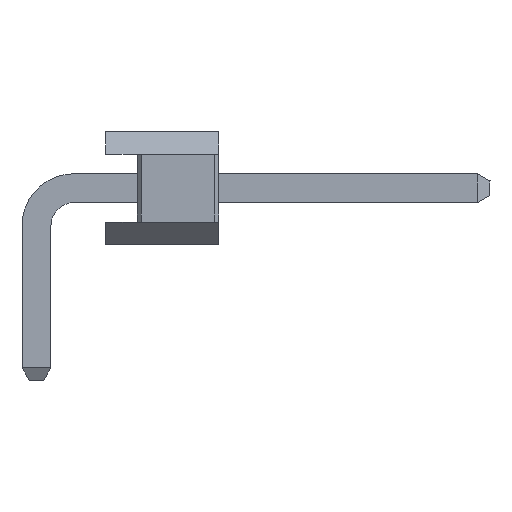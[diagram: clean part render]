
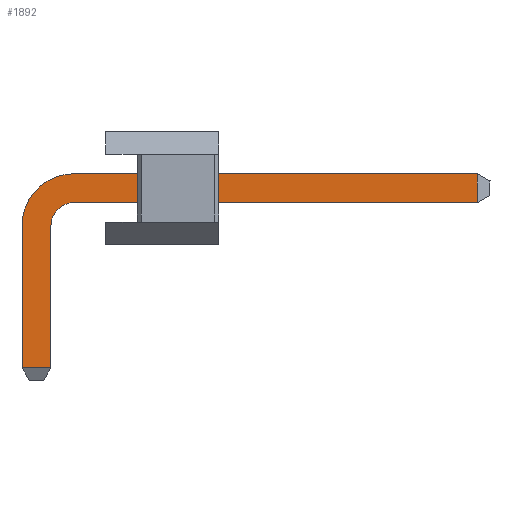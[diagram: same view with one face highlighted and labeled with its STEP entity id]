
A CAD part, left-side view. The second image highlights one B-rep face of the part: STEP entity #1892.
In plain terms, the highlighted planar face has unit normal (-1, 0, 0).
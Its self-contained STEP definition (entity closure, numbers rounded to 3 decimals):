
#1892=ADVANCED_FACE('',(#3212),#3214,.T.);
#3212=FACE_BOUND('',#3213,.T.);
#3213=EDGE_LOOP('',(#4104,#4105,#4106,#4107,#4108,#4109,#4110,#4111));
#3214=PLANE('',#3215);
#3215=AXIS2_PLACEMENT_3D('',#3216,#3217,#3218);
#3216=CARTESIAN_POINT('',(-0.32,-0.32,0.));
#3217=DIRECTION('',(-1.,0.,0.));
#3218=DIRECTION('',(0.,1.,0.));
#4104=ORIENTED_EDGE('',*,*,#4567,.F.);
#4105=ORIENTED_EDGE('',*,*,#4568,.F.);
#4106=ORIENTED_EDGE('',*,*,#4569,.F.);
#4107=ORIENTED_EDGE('',*,*,#4570,.T.);
#4108=ORIENTED_EDGE('',*,*,#4571,.F.);
#4109=ORIENTED_EDGE('',*,*,#4566,.F.);
#4110=ORIENTED_EDGE('',*,*,#4572,.T.);
#4111=ORIENTED_EDGE('',*,*,#4573,.T.);
#4566=EDGE_CURVE('',#5218,#5216,#5220,.T.);
#4567=EDGE_CURVE('',#5221,#5222,#5223,.T.);
#4568=EDGE_CURVE('',#5224,#5221,#5225,.T.);
#4569=EDGE_CURVE('',#5226,#5224,#5227,.T.);
#4570=EDGE_CURVE('',#5226,#5228,#5229,.T.);
#4571=EDGE_CURVE('',#5216,#5228,#5230,.T.);
#4572=EDGE_CURVE('',#5218,#5231,#5232,.T.);
#4573=EDGE_CURVE('',#5231,#5222,#5233,.T.);
#5216=VERTEX_POINT('',#6670);
#5218=VERTEX_POINT('',#6674);
#5220=LINE('',#6678,#6679);
#5221=VERTEX_POINT('',#6681);
#5222=VERTEX_POINT('',#6682);
#5223=LINE('',#6683,#6684);
#5224=VERTEX_POINT('',#6686);
#5225=LINE('',#6687,#6688);
#5226=VERTEX_POINT('',#6690);
#5227=CIRCLE('',#6691,1.152);
#5228=VERTEX_POINT('',#6695);
#5229=LINE('',#6696,#6697);
#5230=LINE('',#6699,#6700);
#5231=VERTEX_POINT('',#6702);
#5232=CIRCLE('',#6703,0.512);
#5233=LINE('',#6707,#6708);
#6670=CARTESIAN_POINT('',(-0.32,-0.32,-2.723));
#6674=CARTESIAN_POINT('',(-0.32,-0.32,0.418));
#6678=CARTESIAN_POINT('',(-0.32,-0.32,0.418));
#6679=VECTOR('',#6680,1.);
#6680=DIRECTION('',(0.,0.,-1.));
#6681=CARTESIAN_POINT('',(-0.32,-9.753,1.57));
#6682=CARTESIAN_POINT('',(-0.32,-9.753,0.93));
#6683=CARTESIAN_POINT('',(-0.32,-9.753,1.57));
#6684=VECTOR('',#6685,1.);
#6685=DIRECTION('',(0.,0.,-1.));
#6686=CARTESIAN_POINT('',(-0.32,-0.832,1.57));
#6687=CARTESIAN_POINT('',(-0.32,-0.832,1.57));
#6688=VECTOR('',#6689,1.);
#6689=DIRECTION('',(0.,-1.,0.));
#6690=CARTESIAN_POINT('',(-0.32,0.32,0.418));
#6691=AXIS2_PLACEMENT_3D('',#6692,#6693,#6694);
#6692=CARTESIAN_POINT('',(-0.32,-0.832,0.418));
#6693=DIRECTION('',(1.,0.,0.));
#6694=DIRECTION('',(0.,1.,0.));
#6695=CARTESIAN_POINT('',(-0.32,0.32,-2.723));
#6696=CARTESIAN_POINT('',(-0.32,0.32,0.418));
#6697=VECTOR('',#6698,1.);
#6698=DIRECTION('',(0.,0.,-1.));
#6699=CARTESIAN_POINT('',(-0.32,-0.32,-2.723));
#6700=VECTOR('',#6701,1.);
#6701=DIRECTION('',(0.,1.,0.));
#6702=CARTESIAN_POINT('',(-0.32,-0.832,0.93));
#6703=AXIS2_PLACEMENT_3D('',#6704,#6705,#6706);
#6704=CARTESIAN_POINT('',(-0.32,-0.832,0.418));
#6705=DIRECTION('',(1.,0.,0.));
#6706=DIRECTION('',(0.,1.,0.));
#6707=CARTESIAN_POINT('',(-0.32,-0.832,0.93));
#6708=VECTOR('',#6709,1.);
#6709=DIRECTION('',(0.,-1.,0.));
